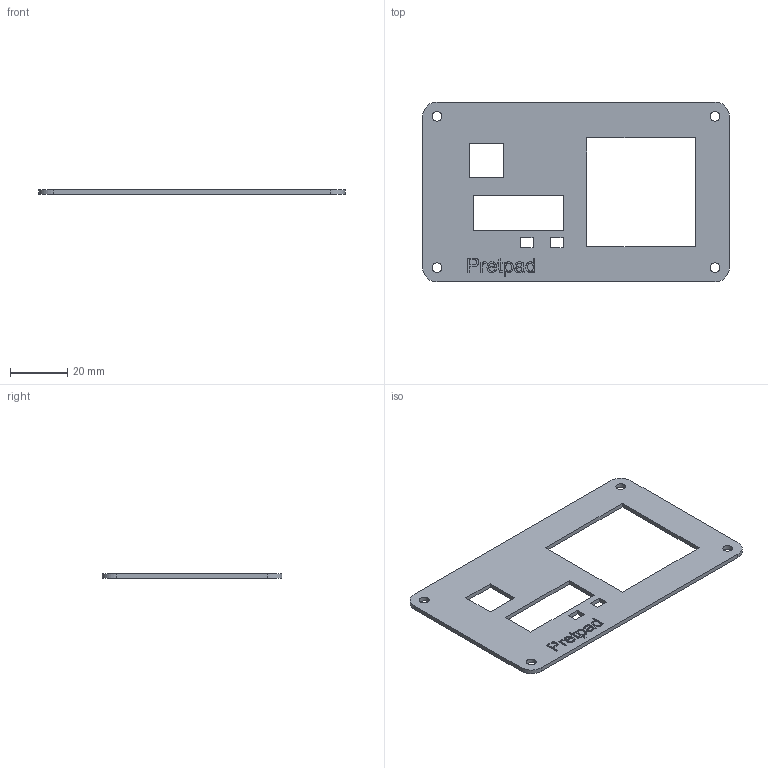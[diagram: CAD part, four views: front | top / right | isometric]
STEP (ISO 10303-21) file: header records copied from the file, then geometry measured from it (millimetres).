
FILE_DESCRIPTION(/* description */ (''),/* implementation_level */ '2;1');
FILE_NAME(/* name */ '4bcf0e0a-2e98-409c-a59f-9d36fa054def.stp',/* time_stamp */ '2025-06-28T03:57:47Z',/* author */ (''),/* organization */ (''),/* preprocessor_version */ 'ST-DEVELOPER v20.1',/* originating_system */ 'Autodesk Translation Framework v14.10.0.0',/* authorisation */ '');
FILE_SCHEMA (('AUTOMOTIVE_DESIGN { 1 0 10303 214 3 1 1 }'));
Length unit declared in the file: millimetre
Products named in the file (1): 2025-06-02-16-42-21-796
Bounding box: 107 x 62.8 x 1.5 mm (x, y, z)
Volume: 6964.7 mm3; surface area: 10366.4 mm2
Topology: 1 solids, 1 shells, 200 faces, 558 edges, 372 vertices
Faces by surface type: bspline 111, plane 81, cylinder 8
Full cylindrical faces by diameter (mm): 3.4 x4
Entity records: 7490 total; most frequent: CARTESIAN_POINT 3018, ORIENTED_EDGE 1116, EDGE_CURVE 558, DIRECTION 532, VERTEX_POINT 372, LINE 320, VECTOR 320, EDGE_LOOP 230
